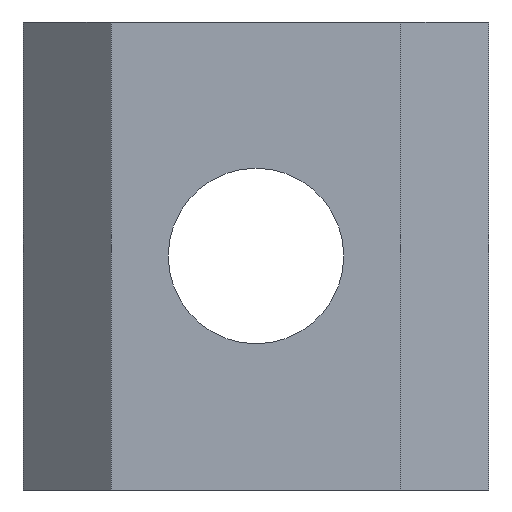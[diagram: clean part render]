
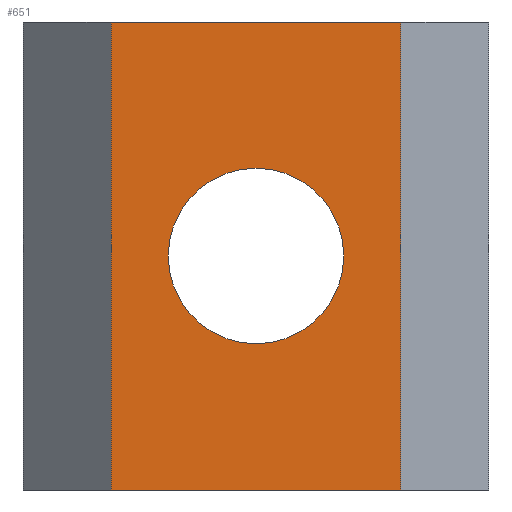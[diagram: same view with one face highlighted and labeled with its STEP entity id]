
A CAD part, front view. The second image highlights one B-rep face of the part: STEP entity #651.
In plain terms, the highlighted planar face has unit normal (0, -1, 0).
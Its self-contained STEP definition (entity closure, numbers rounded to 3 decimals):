
#346=CIRCLE('',#623,3.);
#348=ORIENTED_EDGE('',*,*,#494,.T.);
#349=ORIENTED_EDGE('',*,*,#495,.T.);
#350=ORIENTED_EDGE('',*,*,#496,.F.);
#351=ORIENTED_EDGE('',*,*,#497,.T.);
#352=ORIENTED_EDGE('',*,*,#498,.F.);
#412=VECTOR('',#560,1.);
#413=VECTOR('',#561,1.);
#414=VECTOR('',#562,1.);
#415=VECTOR('',#563,1.);
#442=LINE('',#671,#412);
#443=LINE('',#673,#413);
#444=LINE('',#675,#414);
#445=LINE('',#676,#415);
#472=VERTEX_POINT('',#669);
#473=VERTEX_POINT('',#670);
#474=VERTEX_POINT('',#672);
#475=VERTEX_POINT('',#674);
#476=VERTEX_POINT('',#677);
#494=EDGE_CURVE('',#472,#473,#442,.T.);
#495=EDGE_CURVE('',#473,#474,#443,.T.);
#496=EDGE_CURVE('',#475,#474,#444,.T.);
#497=EDGE_CURVE('',#475,#472,#445,.T.);
#498=EDGE_CURVE('',#476,#476,#346,.T.);
#526=EDGE_LOOP('',(#348,#349,#350,#351));
#527=EDGE_LOOP('',(#352));
#542=FACE_BOUND('',#526,.T.);
#543=FACE_BOUND('',#527,.T.);
#558=DIRECTION('',(0.,-1.,0.));
#559=DIRECTION('',(-1.,0.,0.));
#560=DIRECTION('',(0.,0.,16.));
#561=DIRECTION('',(-9.9,0.,0.));
#562=DIRECTION('',(0.,0.,16.));
#563=DIRECTION('',(9.9,0.,0.));
#564=DIRECTION('',(0.,-1.,0.));
#565=DIRECTION('',(3.,0.,0.));
#622=AXIS2_PLACEMENT_3D('',#668,#558,#559);
#623=AXIS2_PLACEMENT_3D('',#678,#564,#565);
#639=PLANE('',#622);
#651=ADVANCED_FACE('',(#542,#543),#639,.T.);
#668=CARTESIAN_POINT('',(4.95,-6.,0.));
#669=CARTESIAN_POINT('',(4.95,-6.,0.));
#670=CARTESIAN_POINT('',(4.95,-6.,16.));
#671=CARTESIAN_POINT('',(4.95,-6.,0.));
#672=CARTESIAN_POINT('',(-4.95,-6.,16.));
#673=CARTESIAN_POINT('',(4.95,-6.,16.));
#674=CARTESIAN_POINT('',(-4.95,-6.,0.));
#675=CARTESIAN_POINT('',(-4.95,-6.,0.));
#676=CARTESIAN_POINT('',(-4.95,-6.,0.));
#677=CARTESIAN_POINT('',(3.,-6.,8.));
#678=CARTESIAN_POINT('',(0.,-6.,8.));
